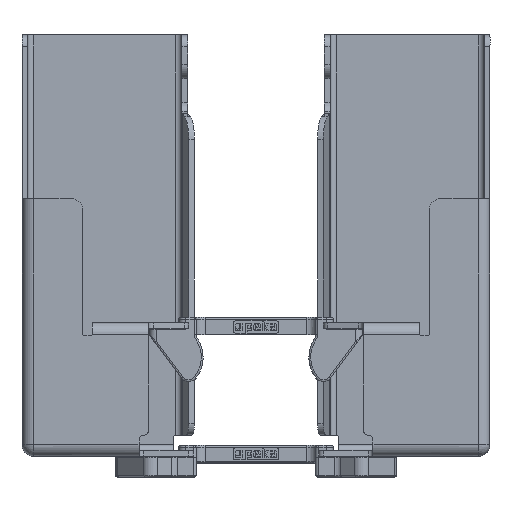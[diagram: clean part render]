
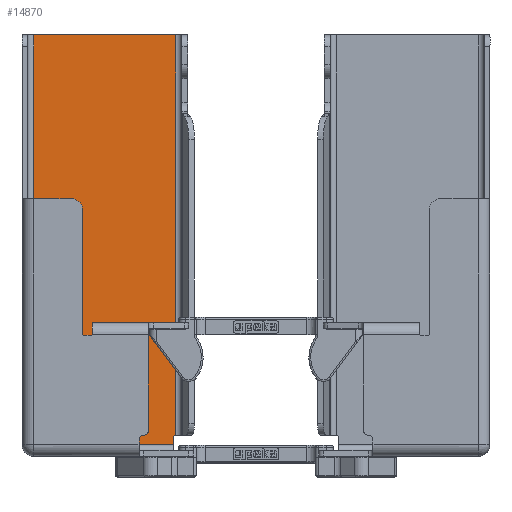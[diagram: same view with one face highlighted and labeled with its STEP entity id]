
A CAD part, front view. The second image highlights one B-rep face of the part: STEP entity #14870.
In plain terms, the highlighted planar face has unit normal (0, -1, 0).
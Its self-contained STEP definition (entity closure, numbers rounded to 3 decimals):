
#531=PLANE('',#16392);
#1319=FACE_OUTER_BOUND('',#2199,.T.);
#2199=EDGE_LOOP('',(#13146,#13147,#13148,#13149,#13150,#13151,#13152));
#3571=LINE('',#26027,#4955);
#3579=LINE('',#26074,#4963);
#3596=LINE('',#26129,#4980);
#3597=LINE('',#26133,#4981);
#3598=LINE('',#26135,#4982);
#3599=LINE('',#26136,#4983);
#4955=VECTOR('',#20405,10.);
#4963=VECTOR('',#20471,1.783);
#4980=VECTOR('',#20520,1.783);
#4981=VECTOR('',#20523,10.);
#4982=VECTOR('',#20524,10.);
#4983=VECTOR('',#20525,10.);
#5820=CIRCLE('',#16393,0.5);
#7025=VERTEX_POINT('',#25768);
#7104=VERTEX_POINT('',#26014);
#7107=VERTEX_POINT('',#26026);
#7139=VERTEX_POINT('',#26128);
#7140=VERTEX_POINT('',#26130);
#7141=VERTEX_POINT('',#26132);
#7142=VERTEX_POINT('',#26134);
#9145=EDGE_CURVE('',#7107,#7104,#3571,.T.);
#9168=EDGE_CURVE('',#7025,#7104,#3579,.T.);
#9194=EDGE_CURVE('',#7139,#7025,#3596,.T.);
#9195=EDGE_CURVE('',#7139,#7140,#5820,.T.);
#9196=EDGE_CURVE('',#7140,#7141,#3597,.T.);
#9197=EDGE_CURVE('',#7141,#7142,#3598,.T.);
#9198=EDGE_CURVE('',#7142,#7107,#3599,.T.);
#13146=ORIENTED_EDGE('',*,*,#9168,.F.);
#13147=ORIENTED_EDGE('',*,*,#9194,.F.);
#13148=ORIENTED_EDGE('',*,*,#9195,.T.);
#13149=ORIENTED_EDGE('',*,*,#9196,.T.);
#13150=ORIENTED_EDGE('',*,*,#9197,.T.);
#13151=ORIENTED_EDGE('',*,*,#9198,.T.);
#13152=ORIENTED_EDGE('',*,*,#9145,.T.);
#14870=ADVANCED_FACE('',(#1319),#531,.T.);
#16392=AXIS2_PLACEMENT_3D('',#26127,#20518,#20519);
#16393=AXIS2_PLACEMENT_3D('',#26131,#20521,#20522);
#20405=DIRECTION('',(0.,0.,-1.));
#20471=DIRECTION('',(-1.,0.,0.));
#20518=DIRECTION('center_axis',(0.,-1.,0.));
#20519=DIRECTION('ref_axis',(1.,0.,0.));
#20520=DIRECTION('',(0.,0.,-1.));
#20521=DIRECTION('center_axis',(0.,1.,0.));
#20522=DIRECTION('ref_axis',(0.,0.,
-1.));
#20523=DIRECTION('',(1.,0.,0.));
#20524=DIRECTION('',(0.,0.,1.));
#20525=DIRECTION('',(-1.,0.,0.));
#25768=CARTESIAN_POINT('',(-17.7,460.25,4.95));
#26014=CARTESIAN_POINT('',(-47.5,460.25,4.95));
#26026=CARTESIAN_POINT('',(-47.5,460.25,92.45));
#26027=CARTESIAN_POINT('',(-47.5,460.25,69.875));
#26074=CARTESIAN_POINT('',(-28.525,460.25,4.95));
#26127=CARTESIAN_POINT('Origin',(-28.525,460.25,47.3));
#26128=CARTESIAN_POINT('',(-17.7,460.25,6.45));
#26129=CARTESIAN_POINT('',(-17.7,460.25,-0.65));
#26130=CARTESIAN_POINT('',(-17.2,460.25,6.95));
#26131=CARTESIAN_POINT('Origin',(-17.2,460.25,6.45));
#26132=CARTESIAN_POINT('',(-17.1,460.25,6.95));
#26133=CARTESIAN_POINT('',(-17.2,460.25,6.95));
#26134=CARTESIAN_POINT('',(-17.1,460.25,92.45));
#26135=CARTESIAN_POINT('',(-17.1,460.25,69.875));
#26136=CARTESIAN_POINT('',(-39.35,460.25,92.45));
